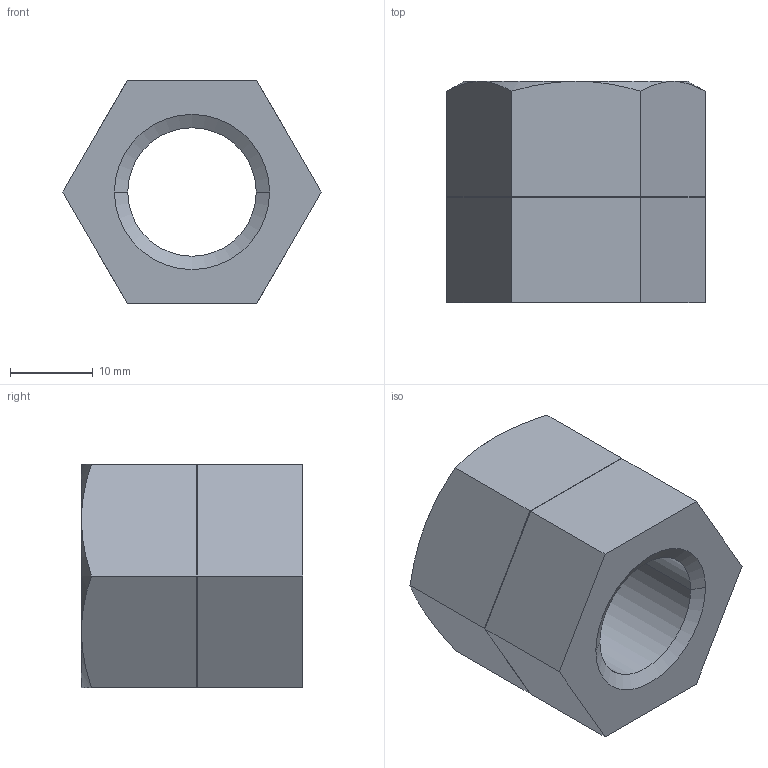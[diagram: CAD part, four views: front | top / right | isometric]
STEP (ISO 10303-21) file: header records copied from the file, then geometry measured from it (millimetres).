
FILE_DESCRIPTION((''),'2;1');
FILE_NAME('0RSTD018_____0','2019-10-29T13:58:47',('kim.bk'),(''),'CREO PARAMETRIC BY PTC INC, 2019010','CREO PARAMETRIC BY PTC INC, 2019010','');
FILE_SCHEMA(('CONFIG_CONTROL_DESIGN'));
Length unit declared in the file: millimetre
Products named in the file (1): 0RSTD018_____0
Bounding box: 31.18 x 26.7 x 27 mm (x, y, z)
Volume: 11662.6 mm3; surface area: 6363.1 mm2
Topology: 2 solids, 2 shells, 316 faces, 869 edges, 576 vertices
Faces by surface type: plane 298, cone 14, cylinder 4
Entity records: 9937 total; most frequent: CARTESIAN_POINT 1839, ORIENTED_EDGE 1738, DIRECTION 1515, EDGE_CURVE 869, VECTOR 831, LINE 831, VERTEX_POINT 576, AXIS2_PLACEMENT_3D 342
